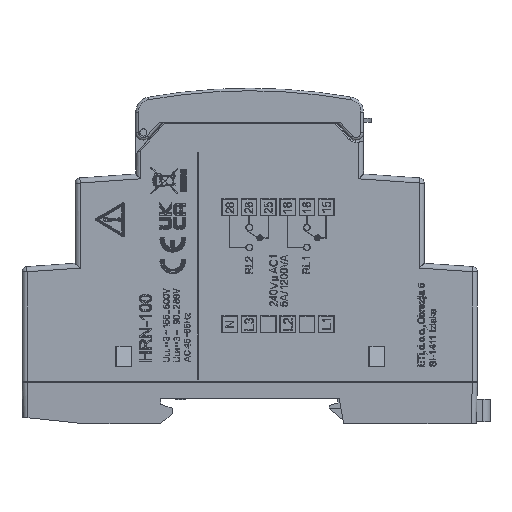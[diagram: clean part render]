
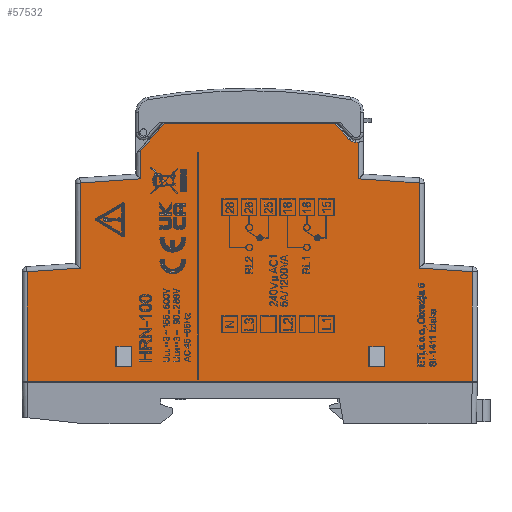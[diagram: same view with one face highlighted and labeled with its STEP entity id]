
A CAD part, left-side view. The second image highlights one B-rep face of the part: STEP entity #57532.
In plain terms, the highlighted planar face has unit normal (-1, 0, 0).
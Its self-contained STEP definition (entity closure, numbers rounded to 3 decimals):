
#49013=CARTESIAN_POINT('',(-18.,33.6,
30.777));
#50221=DIRECTION('',(0.,1.,0.));
#50222=VECTOR('',#50221,0.57);
#50223=CARTESIAN_POINT('',(-18.,-21.4,55.601));
#50224=LINE('',#50223,#50222);
#50251=DIRECTION('',(0.,-0.659,0.752));
#50252=VECTOR('',#50251,7.053);
#50253=CARTESIAN_POINT('',(-18.,21.6,54.047));
#50254=LINE('',#50253,#50252);
#50258=DIRECTION('',(0.,-0.659,-0.752));
#50259=VECTOR('',#50258,4.194);
#50260=CARTESIAN_POINT('',(-18.,-16.749,59.35));
#50261=LINE('',#50260,#50259);
#50265=CARTESIAN_POINT('',(-18.,-20.83,
57.351));
#50266=DIRECTION('',(-1.,0.,0.));
#50267=DIRECTION('',(0.,0.752,-0.659));
#50268=AXIS2_PLACEMENT_3D('',#50265,#50266,#50267);
#50273=DIRECTION('',(0.,-0.998,-0.07));
#50274=VECTOR('',#50273,12.029);
#50275=CARTESIAN_POINT('',(-18.,-21.4,
48.417));
#50276=LINE('',#50275,#50274);
#50280=DIRECTION('',(0.,-0.998,-0.07));
#50281=VECTOR('',#50280,10.526);
#50282=CARTESIAN_POINT('',(-18.,-33.4,
30.777));
#50283=LINE('',#50282,#50281);
#50287=DIRECTION('',(0.,-0.998,0.07));
#50288=VECTOR('',#50287,10.526);
#50289=CARTESIAN_POINT('',(-18.,44.1,30.043));
#50290=LINE('',#50289,#50288);
#50294=DIRECTION('',(0.,-0.998,0.07));
#50295=VECTOR('',#50294,12.029);
#50296=CARTESIAN_POINT('',(-18.,33.6,
47.578));
#50297=LINE('',#50296,#50295);
#50749=DIRECTION('',(0.,1.,0.));
#50750=VECTOR('',#50749,33.698);
#50751=CARTESIAN_POINT('',(-18.,-16.749,59.35));
#50752=LINE('',#50751,#50750);
#52752=DIRECTION('',(0.,0.,-1.));
#52753=VECTOR('',#52752,16.801);
#52754=CARTESIAN_POINT('',(-18.,33.6,
47.578));
#52755=LINE('',#52754,#52753);
#52801=DIRECTION('',(0.,0.,-1.));
#52802=VECTOR('',#52801,5.63);
#52803=CARTESIAN_POINT('',(-18.,21.6,54.047));
#52804=LINE('',#52803,#52802);
#52977=DIRECTION('',(0.,0.,1.));
#52978=VECTOR('',#52977,16.801);
#52979=CARTESIAN_POINT('',(-18.,-33.4,
30.777));
#52980=LINE('',#52979,#52978);
#53084=DIRECTION('',(0.,0.,1.));
#53085=VECTOR('',#53084,7.183);
#53086=CARTESIAN_POINT('',(-18.,-21.4,
48.417));
#53087=LINE('',#53086,#53085);
#53098=DIRECTION('',(0.,0.,1.));
#53099=VECTOR('',#53098,21.693);
#53100=CARTESIAN_POINT('',(-18.,-43.9,
8.35));
#53101=LINE('',#53100,#53099);
#53134=DIRECTION('',(0.,-1.,0.));
#53135=VECTOR('',#53134,88.001);
#53136=CARTESIAN_POINT('',(-18.,44.1,
8.35));
#53137=LINE('',#53136,#53135);
#53149=DIRECTION('',(0.,0.,-1.));
#53150=VECTOR('',#53149,21.693);
#53151=CARTESIAN_POINT('',(-18.,44.1,30.043));
#53152=LINE('',#53151,#53150);
#53584=DIRECTION('',(0.,0.,-1.));
#53585=VECTOR('',#53584,4.);
#53586=CARTESIAN_POINT('',(-18.,23.45,15.25));
#53587=LINE('',#53586,#53585);
#53605=DIRECTION('',(0.,-1.,0.));
#53606=VECTOR('',#53605,3.1);
#53607=CARTESIAN_POINT('',(-18.,26.55,15.25));
#53608=LINE('',#53607,#53606);
#53633=DIRECTION('',(0.,0.,1.));
#53634=VECTOR('',#53633,4.);
#53635=CARTESIAN_POINT('',(-18.,26.55,11.25));
#53636=LINE('',#53635,#53634);
#53647=DIRECTION('',(0.,1.,0.));
#53648=VECTOR('',#53647,3.1);
#53649=CARTESIAN_POINT('',(-18.,23.45,11.25));
#53650=LINE('',#53649,#53648);
#53668=DIRECTION('',(0.,0.,-1.));
#53669=VECTOR('',#53668,4.);
#53670=CARTESIAN_POINT('',(-18.,-26.55,15.25));
#53671=LINE('',#53670,#53669);
#53689=DIRECTION('',(0.,-1.,0.));
#53690=VECTOR('',#53689,3.1);
#53691=CARTESIAN_POINT('',(-18.,-23.45,15.25));
#53692=LINE('',#53691,#53690);
#53717=DIRECTION('',(0.,0.,1.));
#53718=VECTOR('',#53717,4.);
#53719=CARTESIAN_POINT('',(-18.,-23.45,11.25));
#53720=LINE('',#53719,#53718);
#53731=DIRECTION('',(0.,1.,0.));
#53732=VECTOR('',#53731,3.1);
#53733=CARTESIAN_POINT('',(-18.,-26.55,11.25));
#53734=LINE('',#53733,#53732);
#55427=CARTESIAN_POINT('',(-18.,44.1,
30.043));
#55428=VERTEX_POINT('',#55427);
#55431=VERTEX_POINT('',#49013);
#55637=CARTESIAN_POINT('',(-18.,-21.4,55.601));
#55638=CARTESIAN_POINT('',(-18.,-20.83,
55.601));
#55639=VERTEX_POINT('',#55637);
#55640=VERTEX_POINT('',#55638);
#55641=CARTESIAN_POINT('',(-18.,21.6,54.047));
#55642=CARTESIAN_POINT('',(-18.,16.949,59.35));
#55643=VERTEX_POINT('',#55641);
#55644=VERTEX_POINT('',#55642);
#55645=CARTESIAN_POINT('',(-18.,-16.749,59.35));
#55646=VERTEX_POINT('',#55645);
#55647=CARTESIAN_POINT('',(-18.,-19.515,
56.197));
#55648=VERTEX_POINT('',#55647);
#55649=CARTESIAN_POINT('',(-18.,-21.4,
48.417));
#55650=VERTEX_POINT('',#55649);
#55651=CARTESIAN_POINT('',(-18.,-33.4,
47.578));
#55652=VERTEX_POINT('',#55651);
#55653=CARTESIAN_POINT('',(-18.,-33.4,
30.777));
#55654=VERTEX_POINT('',#55653);
#55655=CARTESIAN_POINT('',(-18.,-43.9,30.043));
#55656=VERTEX_POINT('',#55655);
#55657=CARTESIAN_POINT('',(-18.,-43.9,
8.35));
#55658=VERTEX_POINT('',#55657);
#55659=CARTESIAN_POINT('',(-18.,44.1,
8.35));
#55660=VERTEX_POINT('',#55659);
#55661=CARTESIAN_POINT('',(-18.,33.6,
47.578));
#55662=VERTEX_POINT('',#55661);
#55663=CARTESIAN_POINT('',(-18.,21.6,
48.417));
#55664=VERTEX_POINT('',#55663);
#55665=CARTESIAN_POINT('',(-18.,23.45,15.25));
#55666=CARTESIAN_POINT('',(-18.,23.45,11.25));
#55667=VERTEX_POINT('',#55665);
#55668=VERTEX_POINT('',#55666);
#55669=CARTESIAN_POINT('',(-18.,26.55,15.25));
#55670=VERTEX_POINT('',#55669);
#55671=CARTESIAN_POINT('',(-18.,26.55,11.25));
#55672=VERTEX_POINT('',#55671);
#55673=CARTESIAN_POINT('',(-18.,-26.55,15.25));
#55674=CARTESIAN_POINT('',(-18.,-26.55,11.25));
#55675=VERTEX_POINT('',#55673);
#55676=VERTEX_POINT('',#55674);
#55677=CARTESIAN_POINT('',(-18.,-23.45,15.25));
#55678=VERTEX_POINT('',#55677);
#55679=CARTESIAN_POINT('',(-18.,-23.45,11.25));
#55680=VERTEX_POINT('',#55679);
#57475=CARTESIAN_POINT('',(-18.,52.912,64.462));
#57476=DIRECTION('',(-1.,0.,0.));
#57477=DIRECTION('',(0.,1.,0.));
#57478=AXIS2_PLACEMENT_3D('',#57475,#57476,#57477);
#57479=PLANE('',#57478);
#57481=ORIENTED_EDGE('',*,*,#57480,.T.);
#57483=ORIENTED_EDGE('',*,*,#57482,.F.);
#57485=ORIENTED_EDGE('',*,*,#57484,.T.);
#57487=ORIENTED_EDGE('',*,*,#57486,.T.);
#57488=ORIENTED_EDGE('',*,*,#57458,.F.);
#57490=ORIENTED_EDGE('',*,*,#57489,.F.);
#57492=ORIENTED_EDGE('',*,*,#57491,.T.);
#57494=ORIENTED_EDGE('',*,*,#57493,.F.);
#57496=ORIENTED_EDGE('',*,*,#57495,.T.);
#57498=ORIENTED_EDGE('',*,*,#57497,.F.);
#57500=ORIENTED_EDGE('',*,*,#57499,.F.);
#57502=ORIENTED_EDGE('',*,*,#57501,.F.);
#57503=ORIENTED_EDGE('',*,*,#56749,.T.);
#57505=ORIENTED_EDGE('',*,*,#57504,.F.);
#57507=ORIENTED_EDGE('',*,*,#57506,.T.);
#57509=ORIENTED_EDGE('',*,*,#57508,.F.);
#57510=EDGE_LOOP('',(#57481,#57483,#57485,#57487,#57488,#57490,#57492,#57494,
#57496,#57498,#57500,#57502,#57503,#57505,#57507,#57509));
#57511=FACE_OUTER_BOUND('',#57510,.F.);
#57513=ORIENTED_EDGE('',*,*,#57512,.F.);
#57515=ORIENTED_EDGE('',*,*,#57514,.F.);
#57517=ORIENTED_EDGE('',*,*,#57516,.F.);
#57519=ORIENTED_EDGE('',*,*,#57518,.F.);
#57520=EDGE_LOOP('',(#57513,#57515,#57517,#57519));
#57521=FACE_BOUND('',#57520,.F.);
#57523=ORIENTED_EDGE('',*,*,#57522,.F.);
#57525=ORIENTED_EDGE('',*,*,#57524,.F.);
#57527=ORIENTED_EDGE('',*,*,#57526,.F.);
#57529=ORIENTED_EDGE('',*,*,#57528,.F.);
#57530=EDGE_LOOP('',(#57523,#57525,#57527,#57529));
#57531=FACE_BOUND('',#57530,.F.);
#50269=CIRCLE('',#50268,1.75);
#56749=EDGE_CURVE('',#55428,#55431,#50290,.T.);
#57458=EDGE_CURVE('',#55639,#55640,#50224,.T.);
#57480=EDGE_CURVE('',#55643,#55644,#50254,.T.);
#57482=EDGE_CURVE('',#55646,#55644,#50752,.T.);
#57484=EDGE_CURVE('',#55646,#55648,#50261,.T.);
#57486=EDGE_CURVE('',#55648,#55640,#50269,.T.);
#57489=EDGE_CURVE('',#55650,#55639,#53087,.T.);
#57491=EDGE_CURVE('',#55650,#55652,#50276,.T.);
#57493=EDGE_CURVE('',#55654,#55652,#52980,.T.);
#57495=EDGE_CURVE('',#55654,#55656,#50283,.T.);
#57497=EDGE_CURVE('',#55658,#55656,#53101,.T.);
#57499=EDGE_CURVE('',#55660,#55658,#53137,.T.);
#57501=EDGE_CURVE('',#55428,#55660,#53152,.T.);
#57504=EDGE_CURVE('',#55662,#55431,#52755,.T.);
#57506=EDGE_CURVE('',#55662,#55664,#50297,.T.);
#57508=EDGE_CURVE('',#55643,#55664,#52804,.T.);
#57512=EDGE_CURVE('',#55667,#55668,#53587,.T.);
#57514=EDGE_CURVE('',#55670,#55667,#53608,.T.);
#57516=EDGE_CURVE('',#55672,#55670,#53636,.T.);
#57518=EDGE_CURVE('',#55668,#55672,#53650,.T.);
#57522=EDGE_CURVE('',#55675,#55676,#53671,.T.);
#57524=EDGE_CURVE('',#55678,#55675,#53692,.T.);
#57526=EDGE_CURVE('',#55680,#55678,#53720,.T.);
#57528=EDGE_CURVE('',#55676,#55680,#53734,.T.);
#57532=ADVANCED_FACE('',(#57511,#57521,#57531),#57479,.T.);
